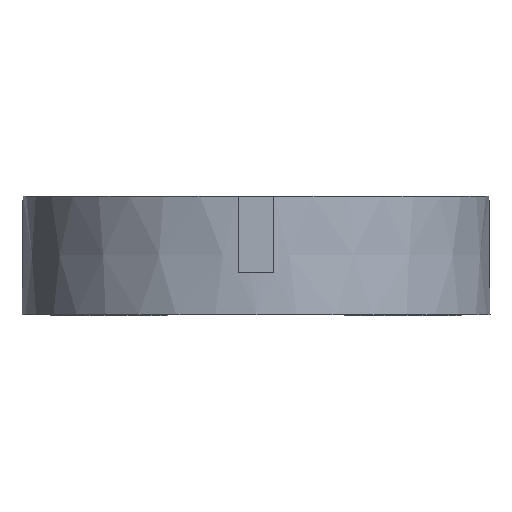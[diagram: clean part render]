
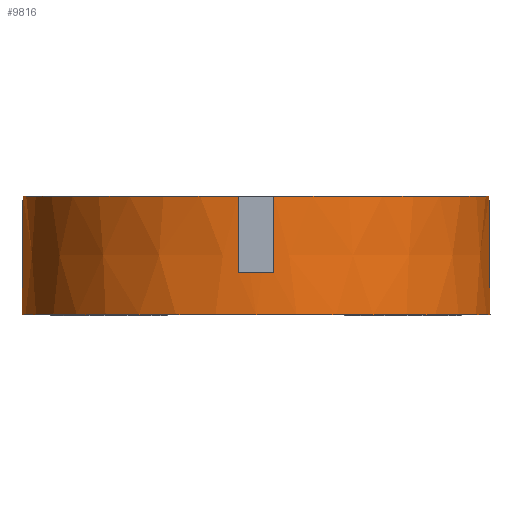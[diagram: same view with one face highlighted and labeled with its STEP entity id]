
A CAD part, front view. The second image highlights one B-rep face of the part: STEP entity #9816.
In plain terms, the highlighted conical face has half-angle 0.5 degrees and reference radius 11.1 mm.
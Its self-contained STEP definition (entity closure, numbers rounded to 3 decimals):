
#126 = DIRECTION ( 'NONE',  ( 0., 0., 1. ) ) ;
#398 = AXIS2_PLACEMENT_3D ( 'NONE', #4358, #4466, #11028 ) ;
#514 = LINE ( 'NONE', #2561, #10324 ) ;
#559 = B_SPLINE_CURVE_WITH_KNOTS ( 'NONE', 3,
 ( #7941, #12898, #19474, #9661 ),
 .UNSPECIFIED., .F., .F.,
 ( 4, 4 ),
 ( 0., 0.004 ),
 .UNSPECIFIED. ) ;
#569 = VERTEX_POINT ( 'NONE', #13874 ) ;
#1021 = ORIENTED_EDGE ( 'NONE', *, *, #15856, .F. ) ;
#1066 = VERTEX_POINT ( 'NONE', #4271 ) ;
#1143 = CARTESIAN_POINT ( 'NONE',  ( 0., 0., 5.65 ) ) ;
#1308 = LINE ( 'NONE', #21092, #17841 ) ;
#1579 = VERTEX_POINT ( 'NONE', #8914 ) ;
#2483 = CIRCLE ( 'NONE', #398, 11.132 ) ;
#2561 = CARTESIAN_POINT ( 'NONE',  ( 11.1, 0., 5.65 ) ) ;
#2806 = DIRECTION ( 'NONE',  ( 0., 0., 1. ) ) ;
#2812 = CARTESIAN_POINT ( 'NONE',  ( 0.851, -11.099, 2. ) ) ;
#4139 = CARTESIAN_POINT ( 'NONE',  ( -0.851, -11.099, 2. ) ) ;
#4168 = CARTESIAN_POINT ( 'NONE',  ( 0., 0., 0. ) ) ;
#4169 = CIRCLE ( 'NONE', #20348, 11.149 ) ;
#4271 = CARTESIAN_POINT ( 'NONE',  ( -11.149, 0., 0. ) ) ;
#4358 = CARTESIAN_POINT ( 'NONE',  ( 0., 0., 2. ) ) ;
#4447 = VERTEX_POINT ( 'NONE', #14256 ) ;
#4466 = DIRECTION ( 'NONE',  ( 0., 0., -1. ) ) ;
#5303 = VERTEX_POINT ( 'NONE', #4139 ) ;
#5383 = AXIS2_PLACEMENT_3D ( 'NONE', #1143, #6288, #7686 ) ;
#5854 = AXIS2_PLACEMENT_3D ( 'NONE', #10001, #126, #19711 ) ;
#6288 = DIRECTION ( 'NONE',  ( 0., 0., -1. ) ) ;
#6610 = ORIENTED_EDGE ( 'NONE', *, *, #14376, .T. ) ;
#6794 = VERTEX_POINT ( 'NONE', #19911 ) ;
#7616 = ORIENTED_EDGE ( 'NONE', *, *, #17611, .T. ) ;
#7686 = DIRECTION ( 'NONE',  ( 1., 0., 0. ) ) ;
#7941 = CARTESIAN_POINT ( 'NONE',  ( 0.851, -11.099, 2. ) ) ;
#8537 = ORIENTED_EDGE ( 'NONE', *, *, #16235, .F. ) ;
#8914 = CARTESIAN_POINT ( 'NONE',  ( 11.1, 0., 5.65 ) ) ;
#9031 = DIRECTION ( 'NONE',  ( 1., 0., 0. ) ) ;
#9190 = CARTESIAN_POINT ( 'NONE',  ( -0.851, -11.099, 2. ) ) ;
#9365 = DIRECTION ( 'NONE',  ( -0.009, 0., -1. ) ) ;
#9661 = CARTESIAN_POINT ( 'NONE',  ( 0.849, -11.067, 5.65 ) ) ;
#9664 = EDGE_CURVE ( 'NONE', #11431, #10579, #559, .T. ) ;
#9816 = ADVANCED_FACE ( 'NONE', ( #15874 ), #14998, .T. ) ;
#10001 = CARTESIAN_POINT ( 'NONE',  ( 0., 0., 5.65 ) ) ;
#10324 = VECTOR ( 'NONE', #15561, 1000. ) ;
#10440 = ORIENTED_EDGE ( 'NONE', *, *, #9664, .F. ) ;
#10579 = VERTEX_POINT ( 'NONE', #19797 ) ;
#11028 = DIRECTION ( 'NONE',  ( -1., 0., 0. ) ) ;
#11431 = VERTEX_POINT ( 'NONE', #2812 ) ;
#12132 = DIRECTION ( 'NONE',  ( 1., 0., 0. ) ) ;
#12898 = CARTESIAN_POINT ( 'NONE',  ( 0.85, -11.089, 3.217 ) ) ;
#13439 = EDGE_CURVE ( 'NONE', #6794, #1066, #1308, .T. ) ;
#13874 = CARTESIAN_POINT ( 'NONE',  ( -0.849, -11.067, 5.65 ) ) ;
#14144 = EDGE_CURVE ( 'NONE', #10579, #1579, #19301, .T. ) ;
#14252 = CARTESIAN_POINT ( 'NONE',  ( -0.85, -11.089, 3.217 ) ) ;
#14256 = CARTESIAN_POINT ( 'NONE',  ( 11.149, 0., 0. ) ) ;
#14376 = EDGE_CURVE ( 'NONE', #1066, #4447, #4169, .T. ) ;
#14459 = CARTESIAN_POINT ( 'NONE',  ( -0.849, -11.067, 5.65 ) ) ;
#14747 = ORIENTED_EDGE ( 'NONE', *, *, #16686, .F. ) ;
#14998 = CONICAL_SURFACE ( 'NONE', #5383, 11.1, 0.009 ) ;
#15119 = CIRCLE ( 'NONE', #5854, 11.1 ) ;
#15561 = DIRECTION ( 'NONE',  ( 0.009, 0., -1. ) ) ;
#15856 = EDGE_CURVE ( 'NONE', #6794, #569, #15119, .T. ) ;
#15866 = CARTESIAN_POINT ( 'NONE',  ( -0.85, -11.078, 4.433 ) ) ;
#15874 = FACE_OUTER_BOUND ( 'NONE', #19945, .T. ) ;
#16235 = EDGE_CURVE ( 'NONE', #1579, #4447, #514, .T. ) ;
#16686 = EDGE_CURVE ( 'NONE', #569, #5303, #20906, .T. ) ;
#17084 = DIRECTION ( 'NONE',  ( 0., 0., 1. ) ) ;
#17611 = EDGE_CURVE ( 'NONE', #11431, #5303, #2483, .T. ) ;
#17841 = VECTOR ( 'NONE', #9365, 1000. ) ;
#19201 = ORIENTED_EDGE ( 'NONE', *, *, #13439, .T. ) ;
#19301 = CIRCLE ( 'NONE', #20679, 11.1 ) ;
#19474 = CARTESIAN_POINT ( 'NONE',  ( 0.85, -11.078, 4.433 ) ) ;
#19512 = ORIENTED_EDGE ( 'NONE', *, *, #14144, .F. ) ;
#19711 = DIRECTION ( 'NONE',  ( 1., 0., 0. ) ) ;
#19797 = CARTESIAN_POINT ( 'NONE',  ( 0.849, -11.067, 5.65 ) ) ;
#19911 = CARTESIAN_POINT ( 'NONE',  ( -11.1, 0., 5.65 ) ) ;
#19945 = EDGE_LOOP ( 'NONE', ( #1021, #19201, #6610, #8537, #19512, #10440, #7616, #14747 ) ) ;
#20348 = AXIS2_PLACEMENT_3D ( 'NONE', #4168, #17084, #12132 ) ;
#20454 = CARTESIAN_POINT ( 'NONE',  ( 0., 0., 5.65 ) ) ;
#20679 = AXIS2_PLACEMENT_3D ( 'NONE', #20454, #2806, #9031 ) ;
#20906 = B_SPLINE_CURVE_WITH_KNOTS ( 'NONE', 3,
 ( #14459, #15866, #14252, #9190 ),
 .UNSPECIFIED., .F., .F.,
 ( 4, 4 ),
 ( 0., 0.004 ),
 .UNSPECIFIED. ) ;
#21092 = CARTESIAN_POINT ( 'NONE',  ( -11.1, 0., 5.65 ) ) ;
